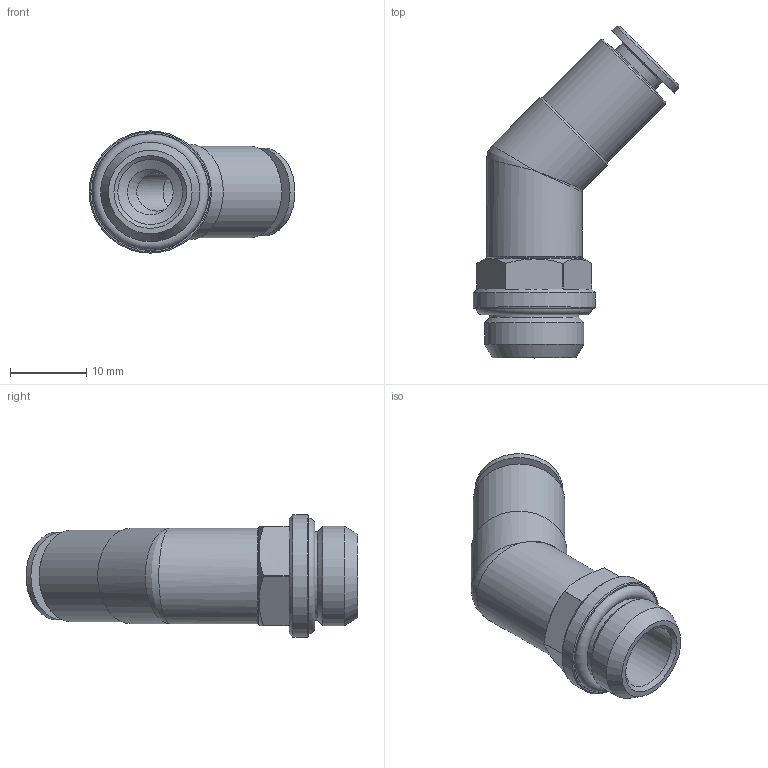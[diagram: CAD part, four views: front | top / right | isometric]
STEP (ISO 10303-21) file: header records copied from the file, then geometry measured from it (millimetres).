
FILE_DESCRIPTION(( 'MA.16.06.14-45.stp' ), '1');
FILE_NAME( 'MA.16.06.14-45.stp', '2021-03-01T15:09:34',( 'Sopra'),('sopra-pneumatic.com'), 'SwSTEP 2.0','SolidWorks 2009','' );
FILE_SCHEMA( ( 'CONFIG_CONTROL_DESIGN' ) );
Length unit declared in the file: millimetre
Products named in the file (3): A0060032-45; 036-A094-1/011-0010-1-solid1; Taglia-Rivoluzione2
Assembly tree (2 placements, depth 2):
  A0060032-45
    036-A094-1/011-0010-1-solid1
    Taglia-Rivoluzione2
Bounding box: 26.92 x 43.42 x 16 mm (x, y, z)
Volume: 4043.7 mm3; surface area: 3466.7 mm2
Topology: 2 solids, 2 shells, 59 faces, 132 edges, 76 vertices
Faces by surface type: plane 19, cylinder 18, cone 17, torus 3, bspline 2
Full cylindrical faces by diameter (mm): 5 x1, 6 x1, 6.15 x1, 7.3 x1, 8.5 x1, 11.5 x1, 11.6 x1, 12 x1, 12.5 x2, 13 x1, 16 x1
Entity records: 1901 total; most frequent: CARTESIAN_POINT 679, DIRECTION 244, ORIENTED_EDGE 182, AXIS2_PLACEMENT_3D 113, EDGE_LOOP 95, EDGE_CURVE 91, FACE_OUTER_BOUND 72, VERTEX_POINT 71
